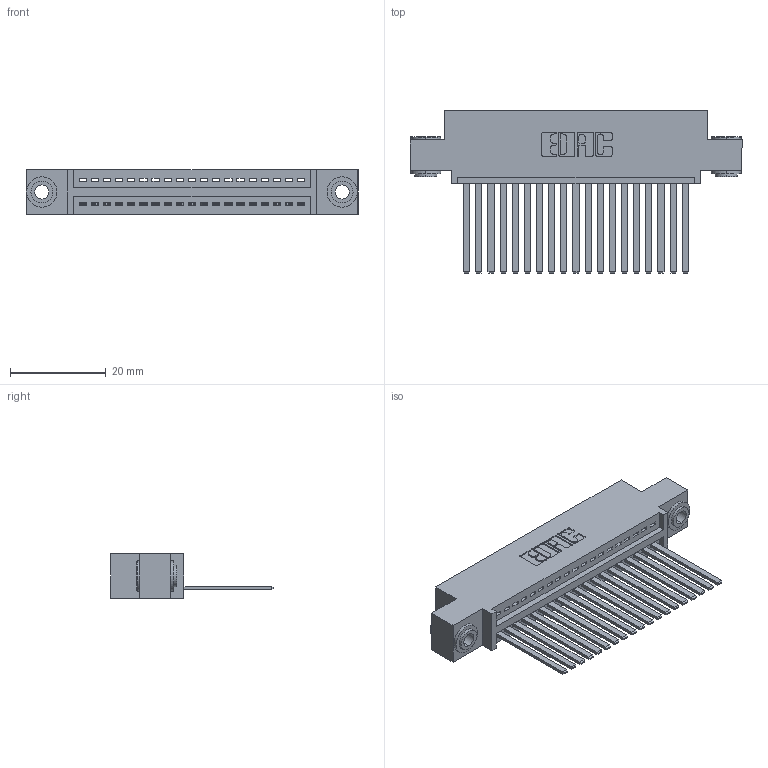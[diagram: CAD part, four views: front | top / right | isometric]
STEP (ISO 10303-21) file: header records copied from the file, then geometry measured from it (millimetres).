
FILE_DESCRIPTION (( 'STEP AP203' ), '1' );
FILE_NAME ('395-019-544-403.STEP', '2019-10-17T17:44:33', ( '' ), ( '' ), 'SwSTEP 2.0', 'SolidWorks 2016', '' );
FILE_SCHEMA (( 'CONFIG_CONTROL_DESIGN' ));
Length unit declared in the file: inch
Products named in the file (4): 345-250-002_345-250-002-102; 345 Part_0.110 Offset - 0.156 Dia-TH; 395-019-544-403; 345-292-001_345-293-144
Assembly tree (22 placements, depth 2):
  395-019-544-403
    345 Part_0.110 Offset - 0.156 Dia-TH
    345-292-001_345-293-144  x19
    345-250-002_345-250-002-102  x2
Bounding box: 69.47 x 33.96 x 9.4 mm (x, y, z)
Volume: 6575.9 mm3; surface area: 9383.2 mm2
Topology: 22 solids, 22 shells, 1156 faces, 3431 edges, 2258 vertices
Faces by surface type: plane 778, cylinder 370, cone 8
Entity records: 17994 total; most frequent: CARTESIAN_POINT 3096, ORIENTED_EDGE 3042, DIRECTION 2765, EDGE_CURVE 1521, LINE 1293, VECTOR 1293, VERTEX_POINT 1010, AXIS2_PLACEMENT_3D 736
